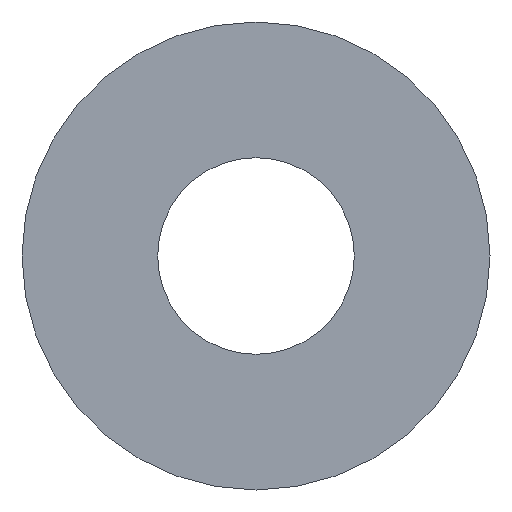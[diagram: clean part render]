
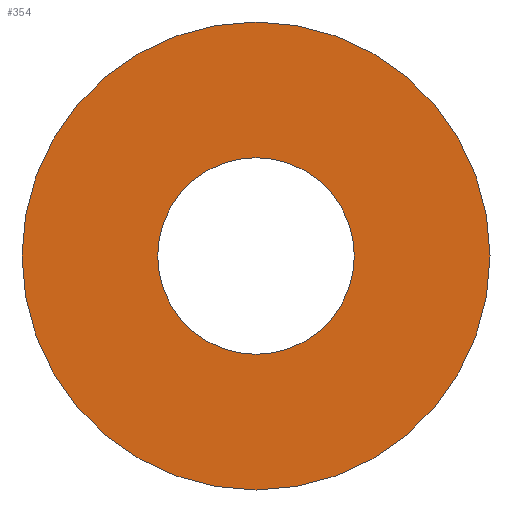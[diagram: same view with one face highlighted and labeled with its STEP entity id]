
A CAD part, front view. The second image highlights one B-rep face of the part: STEP entity #354.
In plain terms, the highlighted planar face has unit normal (0, -1, 0).
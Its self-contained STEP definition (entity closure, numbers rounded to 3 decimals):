
#5 = EDGE_CURVE ( 'NONE', #340, #17, #75, .T. ) ;
#6 = CARTESIAN_POINT ( 'NONE',  ( 0., 0., -10.5 ) ) ;
#17 = VERTEX_POINT ( 'NONE', #266 ) ;
#21 = VERTEX_POINT ( 'NONE', #6 ) ;
#22 = AXIS2_PLACEMENT_3D ( 'NONE', #96, #217, #242 ) ;
#47 = AXIS2_PLACEMENT_3D ( 'NONE', #203, #226, #114 ) ;
#49 = CARTESIAN_POINT ( 'NONE',  ( 0., 0., 10.5 ) ) ;
#62 = DIRECTION ( 'NONE',  ( 0., 1., 0. ) ) ;
#75 = CIRCLE ( 'NONE', #22, 25. ) ;
#81 = DIRECTION ( 'NONE',  ( 0., 1., 0. ) ) ;
#85 = AXIS2_PLACEMENT_3D ( 'NONE', #174, #62, #293 ) ;
#90 = VERTEX_POINT ( 'NONE', #49 ) ;
#94 = DIRECTION ( 'NONE',  ( 0., 1., 0. ) ) ;
#96 = CARTESIAN_POINT ( 'NONE',  ( 0., 0., 0. ) ) ;
#101 = EDGE_CURVE ( 'NONE', #21, #90, #228, .T. ) ;
#114 = DIRECTION ( 'NONE',  ( 0., 0., 1. ) ) ;
#131 = ORIENTED_EDGE ( 'NONE', *, *, #181, .F. ) ;
#135 = CARTESIAN_POINT ( 'NONE',  ( 0., 0., 0. ) ) ;
#136 = ORIENTED_EDGE ( 'NONE', *, *, #101, .T. ) ;
#148 = CARTESIAN_POINT ( 'NONE',  ( 0., 0., 0. ) ) ;
#149 = CIRCLE ( 'NONE', #47, 25. ) ;
#150 = CARTESIAN_POINT ( 'NONE',  ( 0., 0., -25. ) ) ;
#174 = CARTESIAN_POINT ( 'NONE',  ( 0., 0., 0. ) ) ;
#181 = EDGE_CURVE ( 'NONE', #17, #340, #149, .T. ) ;
#187 = DIRECTION ( 'NONE',  ( 0., 0., 1. ) ) ;
#193 = ORIENTED_EDGE ( 'NONE', *, *, #5, .F. ) ;
#203 = CARTESIAN_POINT ( 'NONE',  ( 0., 0., 0. ) ) ;
#205 = EDGE_LOOP ( 'NONE', ( #193, #131 ) ) ;
#206 = PLANE ( 'NONE',  #282 ) ;
#216 = ORIENTED_EDGE ( 'NONE', *, *, #338, .T. ) ;
#217 = DIRECTION ( 'NONE',  ( 0., 1., 0. ) ) ;
#226 = DIRECTION ( 'NONE',  ( 0., 1., 0. ) ) ;
#228 = CIRCLE ( 'NONE', #285, 10.5 ) ;
#233 = CIRCLE ( 'NONE', #85, 10.5 ) ;
#242 = DIRECTION ( 'NONE',  ( 0., 0., 1. ) ) ;
#266 = CARTESIAN_POINT ( 'NONE',  ( 0., 0., 25. ) ) ;
#282 = AXIS2_PLACEMENT_3D ( 'NONE', #148, #94, #345 ) ;
#285 = AXIS2_PLACEMENT_3D ( 'NONE', #135, #81, #187 ) ;
#293 = DIRECTION ( 'NONE',  ( 0., 0., 1. ) ) ;
#303 = FACE_BOUND ( 'NONE', #365, .T. ) ;
#309 = FACE_OUTER_BOUND ( 'NONE', #205, .T. ) ;
#338 = EDGE_CURVE ( 'NONE', #90, #21, #233, .T. ) ;
#340 = VERTEX_POINT ( 'NONE', #150 ) ;
#345 = DIRECTION ( 'NONE',  ( 0., 0., 1. ) ) ;
#354 = ADVANCED_FACE ( 'NONE', ( #303, #309 ), #206, .F. ) ;
#365 = EDGE_LOOP ( 'NONE', ( #216, #136 ) ) ;
